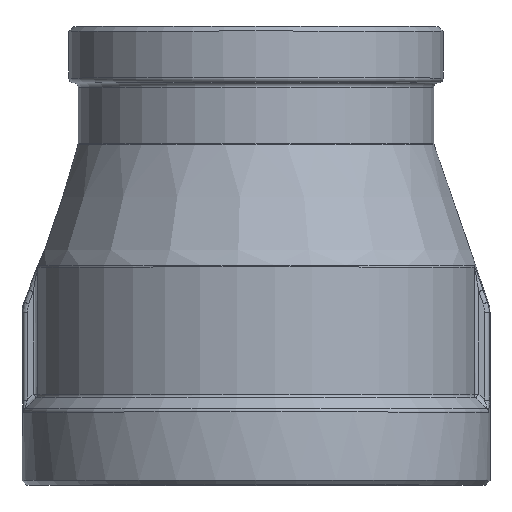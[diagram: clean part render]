
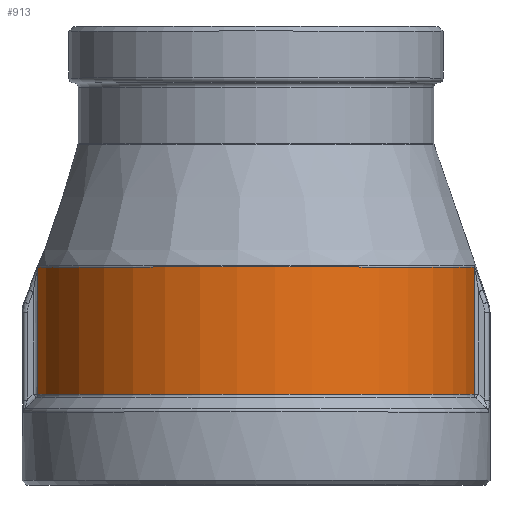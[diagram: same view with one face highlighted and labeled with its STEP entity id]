
A CAD part, top view. The second image highlights one B-rep face of the part: STEP entity #913.
In plain terms, the highlighted cylindrical face has radius 23.5 mm (diameter 47 mm), a partial arc.
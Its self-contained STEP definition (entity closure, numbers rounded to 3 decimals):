
#48=LINE('',#2059,#72);
#49=LINE('',#2063,#73);
#72=VECTOR('',#1266,13.577);
#73=VECTOR('',#1271,13.577);
#135=CYLINDRICAL_SURFACE('',#1027,23.5);
#210=FACE_OUTER_BOUND('',#290,.T.);
#290=EDGE_LOOP('',(#765,#766,#767,#768));
#372=CIRCLE('',#1022,23.5);
#375=CIRCLE('',#1028,23.5);
#448=VERTEX_POINT('',#1788);
#462=VERTEX_POINT('',#2029);
#464=VERTEX_POINT('',#2058);
#465=VERTEX_POINT('',#2062);
#571=EDGE_CURVE('',#448,#462,#372,.T.);
#575=EDGE_CURVE('',#462,#464,#48,.T.);
#577=EDGE_CURVE('',#465,#448,#49,.T.);
#578=EDGE_CURVE('',#464,#465,#375,.T.);
#765=ORIENTED_EDGE('',*,*,#571,.F.);
#766=ORIENTED_EDGE('',*,*,#577,.F.);
#767=ORIENTED_EDGE('',*,*,#578,.F.);
#768=ORIENTED_EDGE('',*,*,#575,.F.);
#913=ADVANCED_FACE('',(#210),#135,.T.);
#1022=AXIS2_PLACEMENT_3D('',#2048,#1257,#1258);
#1027=AXIS2_PLACEMENT_3D('',#2061,#1269,#1270);
#1028=AXIS2_PLACEMENT_3D('',#2064,#1272,#1273);
#1257=DIRECTION('center_axis',(0.,1.,0.));
#1258=DIRECTION('ref_axis',(0.,0.,1.));
#1266=DIRECTION('',(0.,-1.,0.));
#1269=DIRECTION('center_axis',(0.,-1.,0.));
#1270=DIRECTION('ref_axis',(1.,0.,0.));
#1271=DIRECTION('',(0.,1.,0.));
#1272=DIRECTION('center_axis',(0.,-1.,0.));
#1273=DIRECTION('ref_axis',(-1.,0.,0.));
#1788=CARTESIAN_POINT('',(-23.316,-1.216,2.938));
#2029=CARTESIAN_POINT('',(23.316,-1.216,2.938));
#2048=CARTESIAN_POINT('Origin',(0.,-1.216,0.));
#2058=CARTESIAN_POINT('',(23.316,-14.793,2.938));
#2059=CARTESIAN_POINT('',(23.316,-8.066,2.938));
#2061=CARTESIAN_POINT('Origin',(0.,-8.066,0.));
#2062=CARTESIAN_POINT('',(-23.316,-14.793,2.938));
#2063=CARTESIAN_POINT('',(-23.316,-8.066,2.938));
#2064=CARTESIAN_POINT('Origin',(0.,-14.793,0.));
